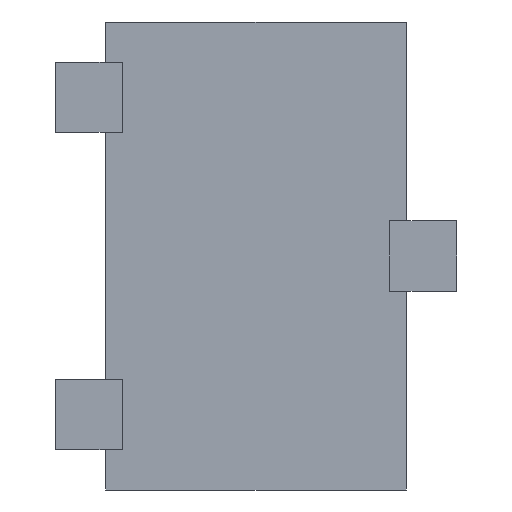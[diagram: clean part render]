
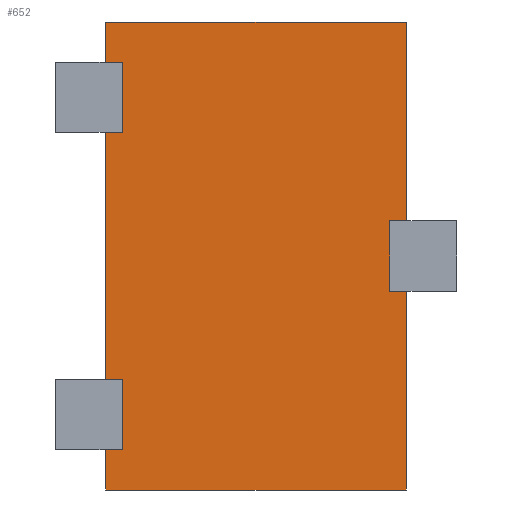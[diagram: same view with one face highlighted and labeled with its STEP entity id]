
A CAD part, front view. The second image highlights one B-rep face of the part: STEP entity #652.
In plain terms, the highlighted planar face has unit normal (0, -1, 0).
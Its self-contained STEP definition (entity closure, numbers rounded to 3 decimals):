
#1 = CARTESIAN_POINT ( 'NONE',  ( 0.8, 0.05, 0. ) ) ;
#21 = CARTESIAN_POINT ( 'NONE',  ( -0.9, 0.05, 1.4 ) ) ;
#22 = VECTOR ( 'NONE', #467, 1000. ) ;
#23 = CARTESIAN_POINT ( 'NONE',  ( 0.8, 0.05, 0.21 ) ) ;
#33 = DIRECTION ( 'NONE',  ( 0., 1., 0. ) ) ;
#36 = EDGE_CURVE ( 'NONE', #325, #1078, #416, .T. ) ;
#48 = LINE ( 'NONE', #631, #22 ) ;
#49 = LINE ( 'NONE', #883, #265 ) ;
#61 = VECTOR ( 'NONE', #923, 1000. ) ;
#65 = CARTESIAN_POINT ( 'NONE',  ( -0.9, 0.05, 1.4 ) ) ;
#107 = VECTOR ( 'NONE', #267, 1000. ) ;
#117 = CARTESIAN_POINT ( 'NONE',  ( 0., 0.05, 0. ) ) ;
#120 = LINE ( 'NONE', #542, #320 ) ;
#131 = EDGE_CURVE ( 'NONE', #977, #920, #391, .T. ) ;
#136 = EDGE_CURVE ( 'NONE', #733, #897, #628, .T. ) ;
#153 = ORIENTED_EDGE ( 'NONE', *, *, #131, .F. ) ;
#166 = CARTESIAN_POINT ( 'NONE',  ( -0.9, 0.05, -1.4 ) ) ;
#175 = LINE ( 'NONE', #212, #430 ) ;
#189 = CARTESIAN_POINT ( 'NONE',  ( -0.9, 0.05, 0.74 ) ) ;
#195 = VECTOR ( 'NONE', #434, 1000. ) ;
#198 = VERTEX_POINT ( 'NONE', #23 ) ;
#212 = CARTESIAN_POINT ( 'NONE',  ( 0., 0.05, 0.21 ) ) ;
#214 = EDGE_CURVE ( 'NONE', #528, #553, #120, .T. ) ;
#215 = CARTESIAN_POINT ( 'NONE',  ( -0.9, 0.05, 1.16 ) ) ;
#226 = CARTESIAN_POINT ( 'NONE',  ( 0., 0.05, 1.16 ) ) ;
#229 = LINE ( 'NONE', #387, #1009 ) ;
#250 = EDGE_CURVE ( 'NONE', #906, #476, #487, .T. ) ;
#258 = CARTESIAN_POINT ( 'NONE',  ( -0.9, 0.05, 1.4 ) ) ;
#265 = VECTOR ( 'NONE', #468, 1000. ) ;
#267 = DIRECTION ( 'NONE',  ( 0., 0., 1. ) ) ;
#272 = ORIENTED_EDGE ( 'NONE', *, *, #702, .T. ) ;
#273 = AXIS2_PLACEMENT_3D ( 'NONE', #117, #33, #952 ) ;
#299 = EDGE_LOOP ( 'NONE', ( #568, #153, #503, #664, #823, #379, #985, #540, #272, #460, #835, #1028, #615, #536, #944, #1019 ) ) ;
#315 = DIRECTION ( 'NONE',  ( 1., 0., 0. ) ) ;
#320 = VECTOR ( 'NONE', #362, 1000. ) ;
#325 = VERTEX_POINT ( 'NONE', #967 ) ;
#338 = EDGE_CURVE ( 'NONE', #444, #325, #48, .T. ) ;
#351 = LINE ( 'NONE', #439, #107 ) ;
#357 = CARTESIAN_POINT ( 'NONE',  ( 0.8, 0.05, -0.21 ) ) ;
#362 = DIRECTION ( 'NONE',  ( 0., 0., -1. ) ) ;
#379 = ORIENTED_EDGE ( 'NONE', *, *, #338, .F. ) ;
#387 = CARTESIAN_POINT ( 'NONE',  ( 0., 0.05, 0.74 ) ) ;
#391 = LINE ( 'NONE', #431, #195 ) ;
#414 = VECTOR ( 'NONE', #898, 1000. ) ;
#416 = LINE ( 'NONE', #740, #489 ) ;
#430 = VECTOR ( 'NONE', #469, 1000. ) ;
#431 = CARTESIAN_POINT ( 'NONE',  ( -0.8, 0.05, 0. ) ) ;
#434 = DIRECTION ( 'NONE',  ( 0., 0., 1. ) ) ;
#439 = CARTESIAN_POINT ( 'NONE',  ( 0.9, 0.05, 1.4 ) ) ;
#443 = EDGE_CURVE ( 'NONE', #920, #1074, #1007, .T. ) ;
#444 = VERTEX_POINT ( 'NONE', #1060 ) ;
#460 = ORIENTED_EDGE ( 'NONE', *, *, #250, .T. ) ;
#467 = DIRECTION ( 'NONE',  ( 0., 0., 1. ) ) ;
#468 = DIRECTION ( 'NONE',  ( 1., 0., 0. ) ) ;
#469 = DIRECTION ( 'NONE',  ( -1., 0., 0. ) ) ;
#476 = VERTEX_POINT ( 'NONE', #657 ) ;
#482 = DIRECTION ( 'NONE',  ( 0., 0., 1. ) ) ;
#487 = LINE ( 'NONE', #725, #689 ) ;
#489 = VECTOR ( 'NONE', #1065, 1000. ) ;
#503 = ORIENTED_EDGE ( 'NONE', *, *, #1084, .F. ) ;
#510 = LINE ( 'NONE', #931, #705 ) ;
#521 = LINE ( 'NONE', #609, #704 ) ;
#528 = VERTEX_POINT ( 'NONE', #674 ) ;
#531 = EDGE_CURVE ( 'NONE', #897, #1074, #816, .T. ) ;
#536 = ORIENTED_EDGE ( 'NONE', *, *, #611, .T. ) ;
#540 = ORIENTED_EDGE ( 'NONE', *, *, #214, .T. ) ;
#542 = CARTESIAN_POINT ( 'NONE',  ( -0.9, 0.05, 1.4 ) ) ;
#543 = PLANE ( 'NONE',  #273 ) ;
#552 = DIRECTION ( 'NONE',  ( 1., 0., 0. ) ) ;
#553 = VERTEX_POINT ( 'NONE', #166 ) ;
#568 = ORIENTED_EDGE ( 'NONE', *, *, #443, .F. ) ;
#573 = FACE_OUTER_BOUND ( 'NONE', #299, .T. ) ;
#578 = EDGE_CURVE ( 'NONE', #198, #790, #828, .T. ) ;
#584 = VECTOR ( 'NONE', #608, 1000. ) ;
#608 = DIRECTION ( 'NONE',  ( 0., 0., -1. ) ) ;
#609 = CARTESIAN_POINT ( 'NONE',  ( 0., 0.05, -1.16 ) ) ;
#611 = EDGE_CURVE ( 'NONE', #675, #733, #351, .T. ) ;
#615 = ORIENTED_EDGE ( 'NONE', *, *, #1032, .F. ) ;
#617 = DIRECTION ( 'NONE',  ( 1., 0., 0. ) ) ;
#628 = LINE ( 'NONE', #258, #61 ) ;
#631 = CARTESIAN_POINT ( 'NONE',  ( -0.8, 0.05, 0. ) ) ;
#652 = ADVANCED_FACE ( 'NONE', ( #573 ), #543, .F. ) ;
#657 = CARTESIAN_POINT ( 'NONE',  ( 0.9, 0.05, -0.21 ) ) ;
#661 = CARTESIAN_POINT ( 'NONE',  ( -0.9, 0.05, -0.74 ) ) ;
#664 = ORIENTED_EDGE ( 'NONE', *, *, #813, .T. ) ;
#672 = LINE ( 'NONE', #965, #871 ) ;
#674 = CARTESIAN_POINT ( 'NONE',  ( -0.9, 0.05, -1.16 ) ) ;
#675 = VERTEX_POINT ( 'NONE', #1037 ) ;
#689 = VECTOR ( 'NONE', #482, 1000. ) ;
#702 = EDGE_CURVE ( 'NONE', #553, #906, #49, .T. ) ;
#704 = VECTOR ( 'NONE', #617, 1000. ) ;
#705 = VECTOR ( 'NONE', #1015, 1000. ) ;
#721 = EDGE_CURVE ( 'NONE', #790, #476, #672, .T. ) ;
#725 = CARTESIAN_POINT ( 'NONE',  ( 0.9, 0.05, 1.4 ) ) ;
#733 = VERTEX_POINT ( 'NONE', #866 ) ;
#740 = CARTESIAN_POINT ( 'NONE',  ( 0., 0.05, -0.74 ) ) ;
#790 = VERTEX_POINT ( 'NONE', #357 ) ;
#794 = CARTESIAN_POINT ( 'NONE',  ( -0.8, 0.05, 1.16 ) ) ;
#813 = EDGE_CURVE ( 'NONE', #863, #1078, #510, .T. ) ;
#816 = LINE ( 'NONE', #65, #858 ) ;
#823 = ORIENTED_EDGE ( 'NONE', *, *, #36, .F. ) ;
#824 = EDGE_CURVE ( 'NONE', #528, #444, #521, .T. ) ;
#828 = LINE ( 'NONE', #1, #584 ) ;
#835 = ORIENTED_EDGE ( 'NONE', *, *, #721, .F. ) ;
#858 = VECTOR ( 'NONE', #1076, 1000. ) ;
#863 = VERTEX_POINT ( 'NONE', #189 ) ;
#866 = CARTESIAN_POINT ( 'NONE',  ( 0.9, 0.05, 1.4 ) ) ;
#871 = VECTOR ( 'NONE', #552, 1000. ) ;
#874 = CARTESIAN_POINT ( 'NONE',  ( -0.8, 0.05, 0.74 ) ) ;
#883 = CARTESIAN_POINT ( 'NONE',  ( -0.9, 0.05, -1.4 ) ) ;
#897 = VERTEX_POINT ( 'NONE', #21 ) ;
#898 = DIRECTION ( 'NONE',  ( -1., 0., 0. ) ) ;
#906 = VERTEX_POINT ( 'NONE', #945 ) ;
#920 = VERTEX_POINT ( 'NONE', #794 ) ;
#923 = DIRECTION ( 'NONE',  ( -1., 0., 0. ) ) ;
#931 = CARTESIAN_POINT ( 'NONE',  ( -0.9, 0.05, 1.4 ) ) ;
#944 = ORIENTED_EDGE ( 'NONE', *, *, #136, .T. ) ;
#945 = CARTESIAN_POINT ( 'NONE',  ( 0.9, 0.05, -1.4 ) ) ;
#952 = DIRECTION ( 'NONE',  ( 0., 0., 1. ) ) ;
#965 = CARTESIAN_POINT ( 'NONE',  ( 0., 0.05, -0.21 ) ) ;
#967 = CARTESIAN_POINT ( 'NONE',  ( -0.8, 0.05, -0.74 ) ) ;
#977 = VERTEX_POINT ( 'NONE', #874 ) ;
#985 = ORIENTED_EDGE ( 'NONE', *, *, #824, .F. ) ;
#1007 = LINE ( 'NONE', #226, #414 ) ;
#1009 = VECTOR ( 'NONE', #315, 1000. ) ;
#1015 = DIRECTION ( 'NONE',  ( 0., 0., -1. ) ) ;
#1019 = ORIENTED_EDGE ( 'NONE', *, *, #531, .T. ) ;
#1028 = ORIENTED_EDGE ( 'NONE', *, *, #578, .F. ) ;
#1032 = EDGE_CURVE ( 'NONE', #675, #198, #175, .T. ) ;
#1037 = CARTESIAN_POINT ( 'NONE',  ( 0.9, 0.05, 0.21 ) ) ;
#1060 = CARTESIAN_POINT ( 'NONE',  ( -0.8, 0.05, -1.16 ) ) ;
#1065 = DIRECTION ( 'NONE',  ( -1., 0., 0. ) ) ;
#1074 = VERTEX_POINT ( 'NONE', #215 ) ;
#1076 = DIRECTION ( 'NONE',  ( 0., 0., -1. ) ) ;
#1078 = VERTEX_POINT ( 'NONE', #661 ) ;
#1084 = EDGE_CURVE ( 'NONE', #863, #977, #229, .T. ) ;
